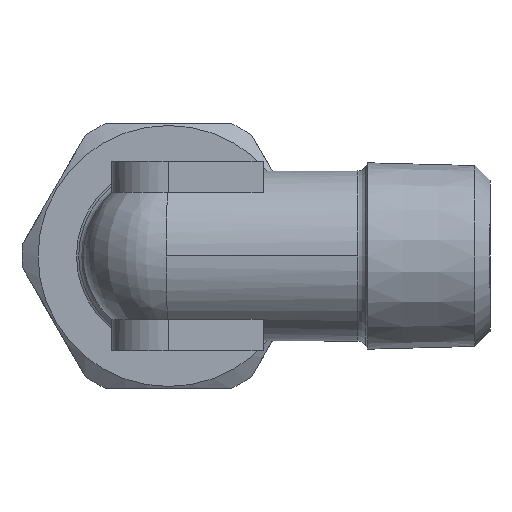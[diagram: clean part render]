
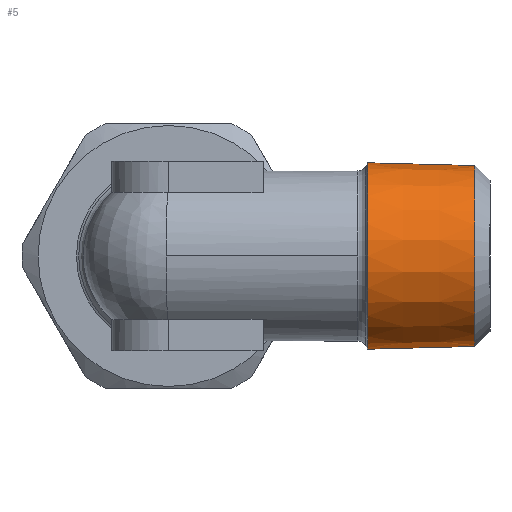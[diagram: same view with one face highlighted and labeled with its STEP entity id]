
A CAD part, left-side view. The second image highlights one B-rep face of the part: STEP entity #5.
In plain terms, the highlighted conical face has half-angle 1.47 degrees and reference radius 4.954 mm.
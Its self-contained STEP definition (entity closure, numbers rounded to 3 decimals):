
#3 = EDGE_CURVE ( 'NONE', #489, #1173, #201, .T. ) ;
#5 = ADVANCED_FACE ( 'NONE', ( #1940 ), #1829, .T. ) ;
#8 = ORIENTED_EDGE ( 'NONE', *, *, #1175, .F. ) ;
#11 = ORIENTED_EDGE ( 'NONE', *, *, #3, .F. ) ;
#25 = ORIENTED_EDGE ( 'NONE', *, *, #1181, .T. ) ;
#27 = ORIENTED_EDGE ( 'NONE', *, *, #381, .T. ) ;
#201 = CIRCLE ( 'NONE', #204, 4.782 ) ;
#202 = DIRECTION ( 'NONE',  ( 0., -1., 0. ) ) ;
#203 = CARTESIAN_POINT ( 'NONE',  ( 0., -16.2, 0. ) ) ;
#204 = AXIS2_PLACEMENT_3D ( 'NONE', #203, #202, #205 ) ;
#205 = DIRECTION ( 'NONE',  ( 0., 0., -1. ) ) ;
#381 = EDGE_CURVE ( 'NONE', #1178, #1170, #2307, .T. ) ;
#489 = VERTEX_POINT ( 'NONE', #690 ) ;
#690 = CARTESIAN_POINT ( 'NONE',  ( 0., -16.2, 4.782 ) ) ;
#953 = LINE ( 'NONE', #991, #1041 ) ;
#980 = CARTESIAN_POINT ( 'NONE',  ( 0., -10.535, 4.927 ) ) ;
#984 = LINE ( 'NONE', #1035, #1034 ) ;
#991 = CARTESIAN_POINT ( 'NONE',  ( 0., -9.5, -4.954 ) ) ;
#997 = CARTESIAN_POINT ( 'NONE',  ( 0., -10.535, -4.927 ) ) ;
#1008 = CARTESIAN_POINT ( 'NONE',  ( 0., -16.2, -4.782 ) ) ;
#1033 = DIRECTION ( 'NONE',  ( 0., 1., 0.026 ) ) ;
#1034 = VECTOR ( 'NONE', #1033, 1000. ) ;
#1035 = CARTESIAN_POINT ( 'NONE',  ( 0., -9.5, 4.954 ) ) ;
#1040 = DIRECTION ( 'NONE',  ( 0., 1., -0.026 ) ) ;
#1041 = VECTOR ( 'NONE', #1040, 1000. ) ;
#1170 = VERTEX_POINT ( 'NONE', #997 ) ;
#1173 = VERTEX_POINT ( 'NONE', #1008 ) ;
#1175 = EDGE_CURVE ( 'NONE', #1173, #1170, #953, .T. ) ;
#1178 = VERTEX_POINT ( 'NONE', #980 ) ;
#1181 = EDGE_CURVE ( 'NONE', #489, #1178, #984, .T. ) ;
#1259 = EDGE_LOOP ( 'NONE', ( #8, #11, #25, #27 ) ) ;
#1825 = CARTESIAN_POINT ( 'NONE',  ( 0., -9.5, 0. ) ) ;
#1826 = DIRECTION ( 'NONE',  ( 0., 0., 1. ) ) ;
#1827 = DIRECTION ( 'NONE',  ( 0., 1., 0. ) ) ;
#1828 = AXIS2_PLACEMENT_3D ( 'NONE', #1825, #1827, #1826 ) ;
#1829 = CONICAL_SURFACE ( 'NONE', #1828, 4.954, 0.026 ) ;
#1940 = FACE_OUTER_BOUND ( 'NONE', #1259, .T. ) ;
#2260 = AXIS2_PLACEMENT_3D ( 'NONE', #2263, #2297, #2296 ) ;
#2263 = CARTESIAN_POINT ( 'NONE',  ( 0., -10.535, 0. ) ) ;
#2296 = DIRECTION ( 'NONE',  ( 0., 0., 1. ) ) ;
#2297 = DIRECTION ( 'NONE',  ( 0., -1., 0. ) ) ;
#2307 = CIRCLE ( 'NONE', #2260, 4.927 ) ;
